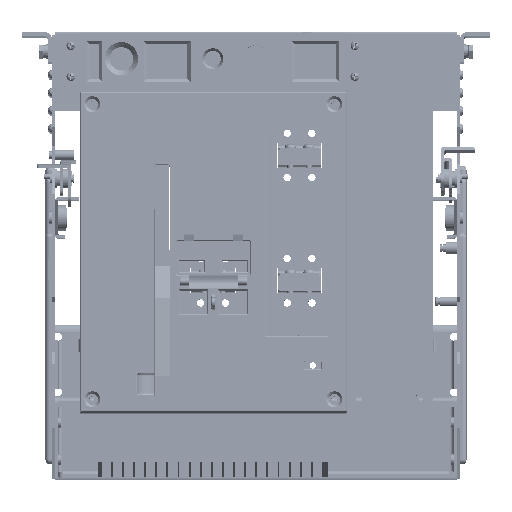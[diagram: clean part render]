
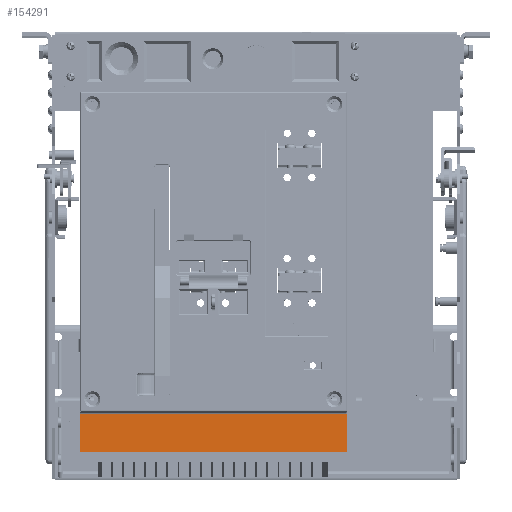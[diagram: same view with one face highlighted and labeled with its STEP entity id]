
A CAD part, left-side view. The second image highlights one B-rep face of the part: STEP entity #154291.
In plain terms, the highlighted planar face has unit normal (-1, 0, 0.005).
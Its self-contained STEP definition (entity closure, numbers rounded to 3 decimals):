
#15523=DIRECTION('',(-0.005,0.,-1.));
#15524=VECTOR('',#15523,30.172);
#15525=CARTESIAN_POINT('',(-177.192,251.496,
-260.556));
#15526=LINE('',#15525,#15524);
#17849=CARTESIAN_POINT('',(-177.192,251.496,
-260.556));
#17857=DIRECTION('',(0.,1.,0.));
#17858=VECTOR('',#17857,214.);
#17859=CARTESIAN_POINT('',(-177.193,36.496,
-260.726));
#17860=LINE('',#17859,#17858);
#20156=CARTESIAN_POINT('',(-177.177,250.496,
-257.728));
#20157=DIRECTION('',(-1.,0.,0.005));
#20158=DIRECTION('',(-0.005,0.333,-0.943));
#20159=AXIS2_PLACEMENT_3D('',#20156,#20157,#20158);
#20161=CARTESIAN_POINT('',(-177.177,36.496,
-257.726));
#20162=DIRECTION('',(-1.,0.,0.005));
#20163=DIRECTION('',(-0.005,0.,-1.));
#20164=AXIS2_PLACEMENT_3D('',#20161,#20162,#20163);
#20166=DIRECTION('',(-0.005,0.,-1.));
#20167=VECTOR('',#20166,30.172);
#20168=CARTESIAN_POINT('',(-177.192,35.496,
-260.555));
#20169=LINE('',#20168,#20167);
#20170=DIRECTION('',(0.,1.,0.));
#20171=VECTOR('',#20170,216.);
#20172=CARTESIAN_POINT('',(-177.35,35.496,
-290.726));
#20173=LINE('',#20172,#20171);
#111260=CARTESIAN_POINT('',(-177.35,251.496,
-290.727));
#111261=VERTEX_POINT('',#111260);
#111262=CARTESIAN_POINT('',(-177.35,35.496,
-290.726));
#111263=VERTEX_POINT('',#111262);
#111342=VERTEX_POINT('',#17849);
#112267=CARTESIAN_POINT('',(-177.193,250.496,
-260.728));
#112268=VERTEX_POINT('',#112267);
#112271=CARTESIAN_POINT('',(-177.193,36.496,
-260.726));
#112272=VERTEX_POINT('',#112271);
#112974=CARTESIAN_POINT('',(-177.192,35.496,
-260.555));
#112975=VERTEX_POINT('',#112974);
#154277=CARTESIAN_POINT('',(-177.271,143.496,
-275.641));
#154278=DIRECTION('',(1.,0.,
-0.005));
#154279=DIRECTION('',(0.,-1.,0.));
#154280=AXIS2_PLACEMENT_3D('',#154277,#154278,#154279);
#154281=PLANE('',#154280);
#154282=ORIENTED_EDGE('',*,*,#151166,.T.);
#154283=ORIENTED_EDGE('',*,*,#151181,.F.);
#154285=ORIENTED_EDGE('',*,*,#154284,.T.);
#154286=ORIENTED_EDGE('',*,*,#154268,.T.);
#154287=ORIENTED_EDGE('',*,*,#148547,.T.);
#154288=ORIENTED_EDGE('',*,*,#148769,.F.);
#154289=EDGE_LOOP('',(#154282,#154283,#154285,#154286,#154287,#154288));
#154290=FACE_OUTER_BOUND('',#154289,.F.);
#154291=ADVANCED_FACE('',(#154290),#154281,.F.);
#20160=CIRCLE('',#20159,3.);
#20165=CIRCLE('',#20164,3.);
#148547=EDGE_CURVE('',#111263,#111261,#20173,.T.);
#148769=EDGE_CURVE('',#111342,#111261,#15526,.T.);
#151166=EDGE_CURVE('',#111342,#112268,#20160,.T.);
#151181=EDGE_CURVE('',#112272,#112268,#17860,.T.);
#154268=EDGE_CURVE('',#112975,#111263,#20169,.T.);
#154284=EDGE_CURVE('',#112272,#112975,#20165,.T.);
